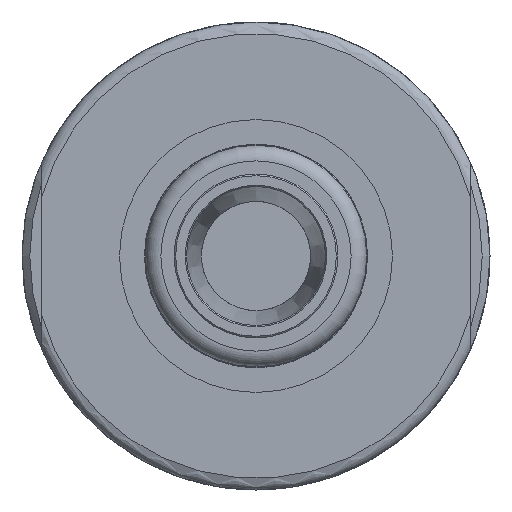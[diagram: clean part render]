
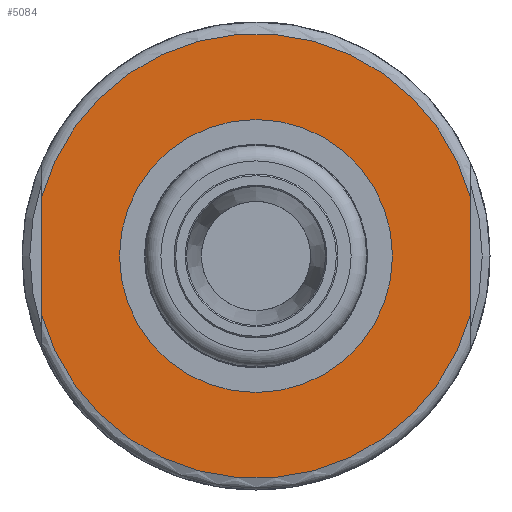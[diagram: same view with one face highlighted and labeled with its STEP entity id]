
A CAD part, left-side view. The second image highlights one B-rep face of the part: STEP entity #5084.
In plain terms, the highlighted planar face has unit normal (-1, 0, 0).
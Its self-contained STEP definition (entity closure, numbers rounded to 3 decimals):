
#297=LINE('',#9206,#587);
#301=LINE('',#9255,#591);
#587=VECTOR('',#6547,14.967);
#591=VECTOR('',#6557,14.967);
#932=PLANE('',#5572);
#1101=FACE_BOUND('',#1776,.T.);
#1102=FACE_BOUND('',#1777,.T.);
#1776=EDGE_LOOP('',(#3981));
#1777=EDGE_LOOP('',(#3982,#3983,#3984,#3985));
#2170=CIRCLE('',#5573,17.5);
#2171=CIRCLE('',#5574,28.5);
#2172=CIRCLE('',#5575,28.5);
#2498=VERTEX_POINT('',#9190);
#2499=VERTEX_POINT('',#9205);
#2506=VERTEX_POINT('',#9239);
#2507=VERTEX_POINT('',#9254);
#2509=VERTEX_POINT('',#9285);
#3034=EDGE_CURVE('',#2499,#2498,#297,.T.);
#3043=EDGE_CURVE('',#2507,#2506,#301,.T.);
#3053=EDGE_CURVE('',#2509,#2509,#2170,.T.);
#3054=EDGE_CURVE('',#2507,#2498,#2171,.T.);
#3055=EDGE_CURVE('',#2499,#2506,#2172,.T.);
#3981=ORIENTED_EDGE('',*,*,#3053,.T.);
#3982=ORIENTED_EDGE('',*,*,#3034,.T.);
#3983=ORIENTED_EDGE('',*,*,#3054,.F.);
#3984=ORIENTED_EDGE('',*,*,#3043,.T.);
#3985=ORIENTED_EDGE('',*,*,#3055,.F.);
#5084=ADVANCED_FACE('',(#1101,#1102),#932,.T.);
#5572=AXIS2_PLACEMENT_3D('',#9284,#6583,#6584);
#5573=AXIS2_PLACEMENT_3D('',#9286,#6585,#6586);
#5574=AXIS2_PLACEMENT_3D('',#9287,#6587,#6588);
#5575=AXIS2_PLACEMENT_3D('',#9288,#6589,#6590);
#6547=DIRECTION('',(0.,0.,1.));
#6557=DIRECTION('',(0.,0.,-1.));
#6583=DIRECTION('center_axis',(-1.,0.,0.));
#6584=DIRECTION('ref_axis',(0.,-1.,0.));
#6585=DIRECTION('center_axis',(1.,0.,0.));
#6586=DIRECTION('ref_axis',(0.,0.,
1.));
#6587=DIRECTION('center_axis',(1.,0.,0.));
#6588=DIRECTION('ref_axis',(0.,0.,
1.));
#6589=DIRECTION('center_axis',(1.,0.,0.));
#6590=DIRECTION('ref_axis',(0.,0.,
1.));
#9190=CARTESIAN_POINT('',(-96.3,-27.5,7.483));
#9205=CARTESIAN_POINT('',(-96.3,-27.5,-7.483));
#9206=CARTESIAN_POINT('',(-96.3,-27.5,24.063));
#9239=CARTESIAN_POINT('',(-96.3,27.5,-7.483));
#9254=CARTESIAN_POINT('',(-96.3,27.5,7.483));
#9255=CARTESIAN_POINT('',(-96.3,27.5,-1.553));
#9284=CARTESIAN_POINT('Origin',(-96.3,0.,23.));
#9285=CARTESIAN_POINT('',(-96.3,0.,17.5));
#9286=CARTESIAN_POINT('Origin',(-96.3,0.,0.));
#9287=CARTESIAN_POINT('Origin',(-96.3,0.,0.));
#9288=CARTESIAN_POINT('Origin',(-96.3,0.,0.));
